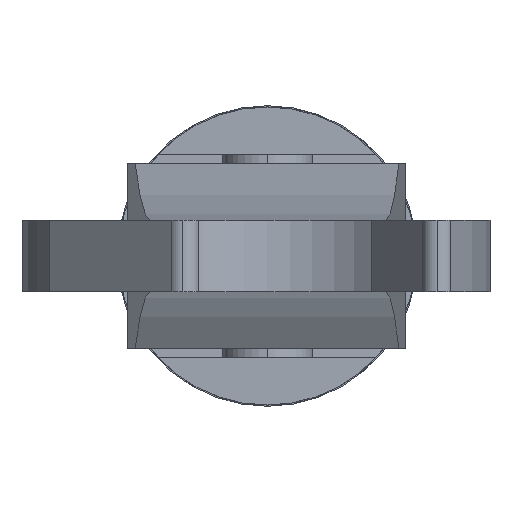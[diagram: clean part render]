
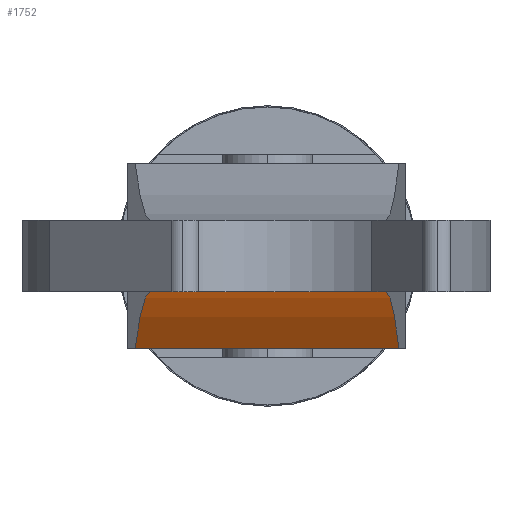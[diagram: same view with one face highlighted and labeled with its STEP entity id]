
A CAD part, left-side view. The second image highlights one B-rep face of the part: STEP entity #1752.
In plain terms, the highlighted cylindrical face has radius 61.944 mm (diameter 123.889 mm), a partial arc.
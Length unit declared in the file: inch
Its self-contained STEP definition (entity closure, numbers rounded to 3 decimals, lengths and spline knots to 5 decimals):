
#37 = CARTESIAN_POINT ( 'NONE',  ( -0.22242, -0.24864, -0.174 ) ) ;
#58 = CARTESIAN_POINT ( 'NONE',  ( -0.45387, 0.24025, -0.10326 ) ) ;
#69 = CYLINDRICAL_SURFACE ( 'NONE', #1026, 2.43876 ) ;
#94 = CARTESIAN_POINT ( 'NONE',  ( -0.93524, -0.22382, -0.0675 ) ) ;
#99 =( BOUNDED_CURVE ( )  B_SPLINE_CURVE ( 3, ( #1884, #1690, #58, #1412 ),
 .UNSPECIFIED., .F., .F. ) 
 B_SPLINE_CURVE_WITH_KNOTS ( ( 4, 4 ),
 ( 1.5708, 1.86742 ),
 .UNSPECIFIED. ) 
 CURVE ( )  GEOMETRIC_REPRESENTATION_ITEM ( )  RATIONAL_B_SPLINE_CURVE ( ( 1., 0.993, 0.993, 1. ) ) 
 REPRESENTATION_ITEM ( '' )  );
#210 = LINE ( 'NONE', #1787, #1323 ) ;
#418 = DIRECTION ( 'NONE',  ( 0., 0., -1. ) ) ;
#425 = EDGE_CURVE ( 'NONE', #794, #799, #99, .T. ) ;
#549 = CARTESIAN_POINT ( 'NONE',  ( -0.22242, 0.24949, -0.174 ) ) ;
#611 =( BOUNDED_CURVE ( )  B_SPLINE_CURVE ( 3, ( #1881, #1498, #1892, #94 ),
 .UNSPECIFIED., .F., .F. ) 
 B_SPLINE_CURVE_WITH_KNOTS ( ( 4, 4 ),
 ( 1.27418, 1.5708 ),
 .UNSPECIFIED. ) 
 CURVE ( )  GEOMETRIC_REPRESENTATION_ITEM ( )  RATIONAL_B_SPLINE_CURVE ( ( 1., 0.993, 0.993, 1. ) ) 
 REPRESENTATION_ITEM ( '' )  );
#622 = VECTOR ( 'NONE', #2207, 39.37008 ) ;
#788 = ORIENTED_EDGE ( 'NONE', *, *, #425, .T. ) ;
#794 = VERTEX_POINT ( 'NONE', #1766 ) ;
#799 = VERTEX_POINT ( 'NONE', #549 ) ;
#878 = EDGE_LOOP ( 'NONE', ( #788, #2108, #2012, #938 ) ) ;
#920 = FACE_OUTER_BOUND ( 'NONE', #878, .T. ) ;
#938 = ORIENTED_EDGE ( 'NONE', *, *, #1687, .F. ) ;
#970 = DIRECTION ( 'NONE',  ( 0., -1., 0. ) ) ;
#1026 = AXIS2_PLACEMENT_3D ( 'NONE', #1093, #1992, #418 ) ;
#1093 = CARTESIAN_POINT ( 'NONE',  ( -0.93524, 0.7, -2.50626 ) ) ;
#1129 = EDGE_CURVE ( 'NONE', #1696, #1775, #611, .T. ) ;
#1323 = VECTOR ( 'NONE', #970, 39.37008 ) ;
#1412 = CARTESIAN_POINT ( 'NONE',  ( -0.22242, 0.24949, -0.174 ) ) ;
#1436 = EDGE_CURVE ( 'NONE', #1696, #799, #1672, .T. ) ;
#1452 = CARTESIAN_POINT ( 'NONE',  ( -0.93524, -0.22382, -0.0675 ) ) ;
#1498 = CARTESIAN_POINT ( 'NONE',  ( -0.45387, -0.24058, -0.10326 ) ) ;
#1672 = LINE ( 'NONE', #2065, #622 ) ;
#1687 = EDGE_CURVE ( 'NONE', #794, #1775, #210, .T. ) ;
#1690 = CARTESIAN_POINT ( 'NONE',  ( -0.69323, 0.2307, -0.0675 ) ) ;
#1696 = VERTEX_POINT ( 'NONE', #37 ) ;
#1752 = ADVANCED_FACE ( 'NONE', ( #920 ), #69, .F. ) ;
#1766 = CARTESIAN_POINT ( 'NONE',  ( -0.93524, 0.22104, -0.0675 ) ) ;
#1775 = VERTEX_POINT ( 'NONE', #1452 ) ;
#1787 = CARTESIAN_POINT ( 'NONE',  ( -0.93524, 0.7, -0.0675 ) ) ;
#1881 = CARTESIAN_POINT ( 'NONE',  ( -0.22242, -0.24864, -0.174 ) ) ;
#1884 = CARTESIAN_POINT ( 'NONE',  ( -0.93524, 0.22104, -0.0675 ) ) ;
#1892 = CARTESIAN_POINT ( 'NONE',  ( -0.69323, -0.23225, -0.0675 ) ) ;
#1992 = DIRECTION ( 'NONE',  ( 0., -1., 0. ) ) ;
#2012 = ORIENTED_EDGE ( 'NONE', *, *, #1129, .T. ) ;
#2065 = CARTESIAN_POINT ( 'NONE',  ( -0.22242, -0.15199, -0.174 ) ) ;
#2108 = ORIENTED_EDGE ( 'NONE', *, *, #1436, .F. ) ;
#2207 = DIRECTION ( 'NONE',  ( 0., 1., 0. ) ) ;
